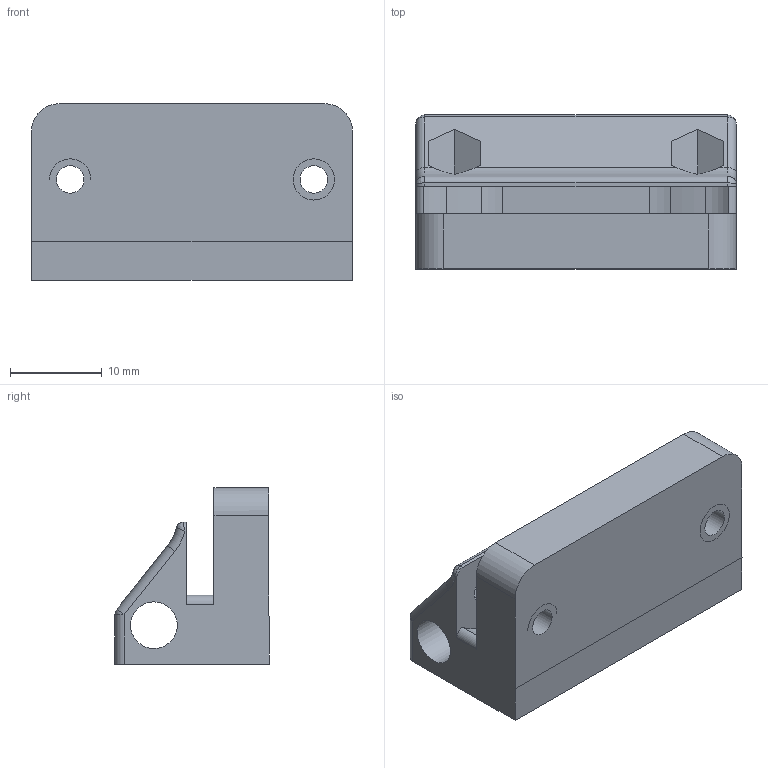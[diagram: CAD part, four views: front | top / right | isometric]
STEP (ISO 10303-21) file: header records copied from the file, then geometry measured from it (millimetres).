
FILE_DESCRIPTION(/* description */ (''),/* implementation_level */ '2;1');
FILE_NAME(/* name */ 'KauriRearLink high rise 35mm no brass insert.stp',/* time_stamp */ '2022-05-22T13:11:33-06:00',/* author */ ('Steven'),/* organization */ (''),/* preprocessor_version */ 'ST-DEVELOPER v18',/* originating_system */ 'Autodesk Inventor 2020',/* authorisation */ '');
FILE_SCHEMA (('AUTOMOTIVE_DESIGN { 1 0 10303 214 3 1 1 }'));
Length unit declared in the file: millimetre
Products named in the file (1): KauriRearLink high rise 35mm no brass insert
Bounding box: 35 x 16.8 x 19.25 mm (x, y, z)
Volume: 6555.9 mm3; surface area: 4393.9 mm2
Topology: 2 solids, 2 shells, 63 faces, 177 edges, 116 vertices
Faces by surface type: plane 28, cylinder 22, bspline 9, sphere 2, torus 2
Full cylindrical faces by diameter (mm): 3 x2, 4.5 x1, 5.1 x1
Entity records: 2269 total; most frequent: CARTESIAN_POINT 546, DIRECTION 351, ORIENTED_EDGE 350, EDGE_CURVE 175, AXIS2_PLACEMENT_3D 125, VERTEX_POINT 116, LINE 101, VECTOR 101
